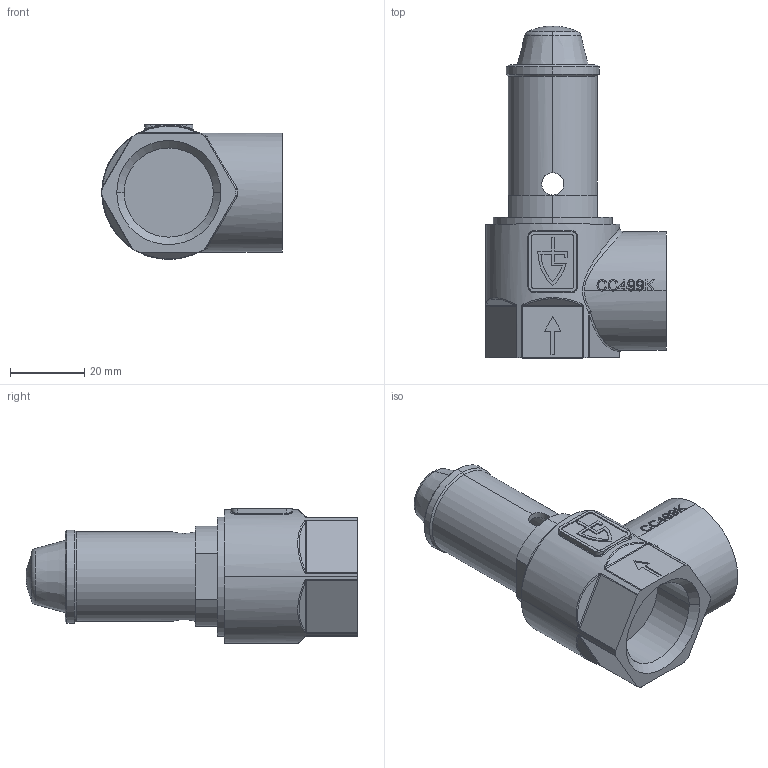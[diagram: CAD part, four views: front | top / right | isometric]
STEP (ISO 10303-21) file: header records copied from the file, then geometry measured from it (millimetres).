
FILE_DESCRIPTION (( 'STEP AP214' ), '1' );
FILE_NAME ('652 3-4 Dummy.STEP', '2010-08-02T07:34:29', ( '' ), ( '' ), 'SwSTEP 2.0', 'SolidWorks 2010', '' );
FILE_SCHEMA (( 'AUTOMOTIVE_DESIGN' ));
Length unit declared in the file: millimetre
Products named in the file (1): 652 3-4 Dummy
Bounding box: 48.5 x 89.3 x 36.3 mm (x, y, z)
Volume: 43551.8 mm3; surface area: 20251.6 mm2
Topology: 4 solids, 4 shells, 368 faces, 967 edges, 618 vertices
Faces by surface type: plane 136, cylinder 110, bspline 84, cone 24, sphere 8, torus 6
Entity records: 20152 total; most frequent: CARTESIAN_POINT 7685, ORIENTED_EDGE 1930, DIRECTION 1479, EDGE_CURVE 965, VERTEX_POINT 618, AXIS2_PLACEMENT_3D 528, LINE 423, VECTOR 423
